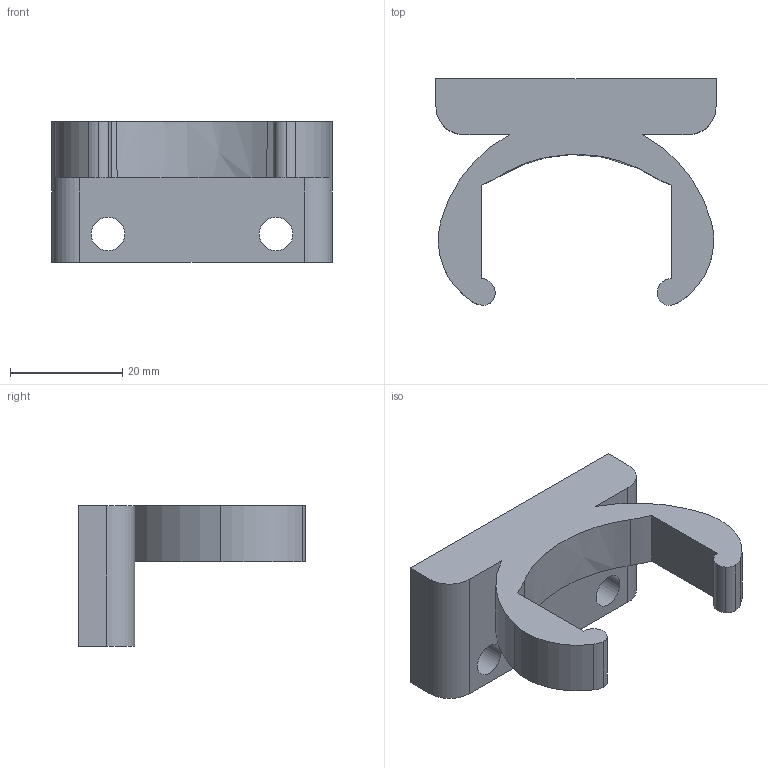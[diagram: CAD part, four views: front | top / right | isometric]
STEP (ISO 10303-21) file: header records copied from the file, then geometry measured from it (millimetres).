
FILE_DESCRIPTION(('HOOPS Exchange Step'),'2;1');
FILE_NAME('temp_export.step','2020-08-29T16:33:13+02:00',('mobile'),('Shapr3D Limited'),'HOOPS Exchange 2020.1','Shapr3D','Authorized');
FILE_SCHEMA( ('AP203_CONFIGURATION_CONTROLLED_3D_DESIGN_OF_MECHANICAL_PARTS_AND_ASSEMBLIES_MIM_LF') );
Length unit declared in the file: millimetre
Products named in the file (1): Corps 02
Bounding box: 50 x 40.45 x 25 mm (x, y, z)
Volume: 16363.8 mm3; surface area: 6456.8 mm2
Topology: 1 solids, 1 shells, 28 faces, 80 edges, 54 vertices
Faces by surface type: cylinder 16, plane 9, bspline 3
Full cylindrical faces by diameter (mm): 6 x2
Entity records: 1084 total; most frequent: CARTESIAN_POINT 307, ORIENTED_EDGE 160, DIRECTION 158, EDGE_CURVE 80, AXIS2_PLACEMENT_3D 60, VERTEX_POINT 54, VECTOR 38, LINE 38
